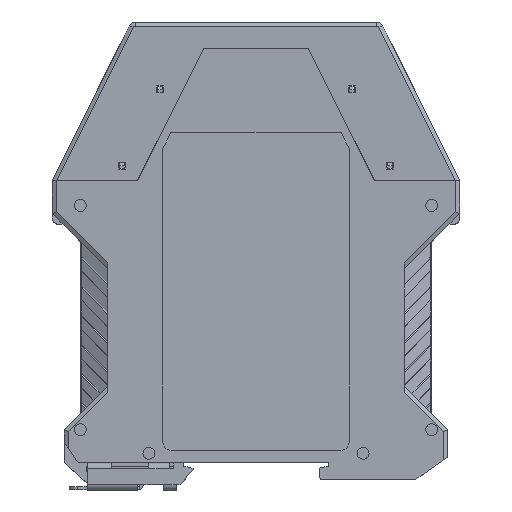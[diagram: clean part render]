
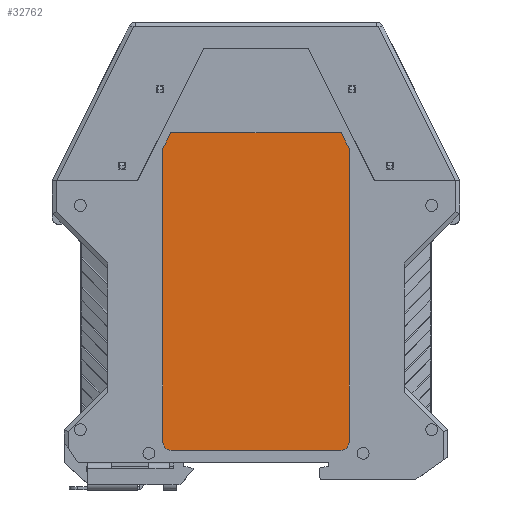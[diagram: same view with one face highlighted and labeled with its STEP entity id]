
A CAD part, top view. The second image highlights one B-rep face of the part: STEP entity #32762.
In plain terms, the highlighted planar face has unit normal (0, 0, 1).
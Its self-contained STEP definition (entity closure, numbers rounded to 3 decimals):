
#32689=CARTESIAN_POINT('',(0.,48.901,6.1));
#32690=DIRECTION('',(0.,0.,1.0));
#32691=DIRECTION('',(1.0,0.,0.));
#32692=AXIS2_PLACEMENT_3D('',#32689,#32690,#32691);
#32693=PLANE('',#32692);
#32694=CARTESIAN_POINT('',(22.6,12.5,6.1));
#32695=VERTEX_POINT('',#32694);
#32696=CARTESIAN_POINT('',(20.6,10.5,6.1));
#32697=VERTEX_POINT('',#32696);
#32698=CARTESIAN_POINT('',(20.6,12.5,6.1));
#32699=DIRECTION('',(0.,0.,-1.0));
#32700=DIRECTION('',(1.0,0.,0.));
#32701=AXIS2_PLACEMENT_3D('',#32698,#32699,#32700);
#32702=CIRCLE('',#32701,2.);
#32703=EDGE_CURVE('',#32695,#32697,#32702,.T.);
#32704=ORIENTED_EDGE('',*,*,#32703,.F.);
#32705=CARTESIAN_POINT('',(22.6,83.855,6.1));
#32706=VERTEX_POINT('',#32705);
#32707=CARTESIAN_POINT('',(22.6,83.855,6.1));
#32708=DIRECTION('',(0.0,-1.0,0.0));
#32709=VECTOR('',#32708,71.355);
#32710=LINE('',#32707,#32709);
#32711=EDGE_CURVE('',#32706,#32695,#32710,.T.);
#32712=ORIENTED_EDGE('',*,*,#32711,.F.);
#32713=CARTESIAN_POINT('',(20.683,87.7,6.1));
#32714=VERTEX_POINT('',#32713);
#32715=CARTESIAN_POINT('',(20.683,87.7,6.1));
#32716=DIRECTION('',(0.446,-0.895,0.));
#32717=VECTOR('',#32716,4.296);
#32718=LINE('',#32715,#32717);
#32719=EDGE_CURVE('',#32714,#32706,#32718,.T.);
#32720=ORIENTED_EDGE('',*,*,#32719,.F.);
#32721=CARTESIAN_POINT('',(-20.683,87.7,6.1));
#32722=VERTEX_POINT('',#32721);
#32723=CARTESIAN_POINT('',(-20.683,87.7,6.1));
#32724=DIRECTION('',(1.0,0.,0.));
#32725=VECTOR('',#32724,41.367);
#32726=LINE('',#32723,#32725);
#32727=EDGE_CURVE('',#32722,#32714,#32726,.T.);
#32728=ORIENTED_EDGE('',*,*,#32727,.F.);
#32729=CARTESIAN_POINT('',(-22.6,83.855,6.1));
#32730=VERTEX_POINT('',#32729);
#32731=CARTESIAN_POINT('',(-22.6,83.855,6.1));
#32732=DIRECTION('',(0.446,0.895,0.));
#32733=VECTOR('',#32732,4.296);
#32734=LINE('',#32731,#32733);
#32735=EDGE_CURVE('',#32730,#32722,#32734,.T.);
#32736=ORIENTED_EDGE('',*,*,#32735,.F.);
#32737=CARTESIAN_POINT('',(-22.6,12.5,6.1));
#32738=VERTEX_POINT('',#32737);
#32739=CARTESIAN_POINT('',(-22.6,12.5,6.1));
#32740=DIRECTION('',(0.0,1.0,0.0));
#32741=VECTOR('',#32740,71.355);
#32742=LINE('',#32739,#32741);
#32743=EDGE_CURVE('',#32738,#32730,#32742,.T.);
#32744=ORIENTED_EDGE('',*,*,#32743,.F.);
#32745=CARTESIAN_POINT('',(-20.6,10.5,6.1));
#32746=VERTEX_POINT('',#32745);
#32747=CARTESIAN_POINT('',(-20.6,12.5,6.1));
#32748=DIRECTION('',(0.,0.0,-1.0));
#32749=DIRECTION('',(0.0,-1.0,0.0));
#32750=AXIS2_PLACEMENT_3D('',#32747,#32748,#32749);
#32751=CIRCLE('',#32750,2.);
#32752=EDGE_CURVE('',#32746,#32738,#32751,.T.);
#32753=ORIENTED_EDGE('',*,*,#32752,.F.);
#32754=CARTESIAN_POINT('',(20.6,10.5,6.1));
#32755=DIRECTION('',(-1.0,0.,0.));
#32756=VECTOR('',#32755,41.2);
#32757=LINE('',#32754,#32756);
#32758=EDGE_CURVE('',#32697,#32746,#32757,.T.);
#32759=ORIENTED_EDGE('',*,*,#32758,.F.);
#32760=EDGE_LOOP('',(#32704,#32712,#32720,#32728,#32736,#32744,#32753,#32759));
#32761=FACE_OUTER_BOUND('',#32760,.T.);
#32762=ADVANCED_FACE('',(#32761),#32693,.T.);
